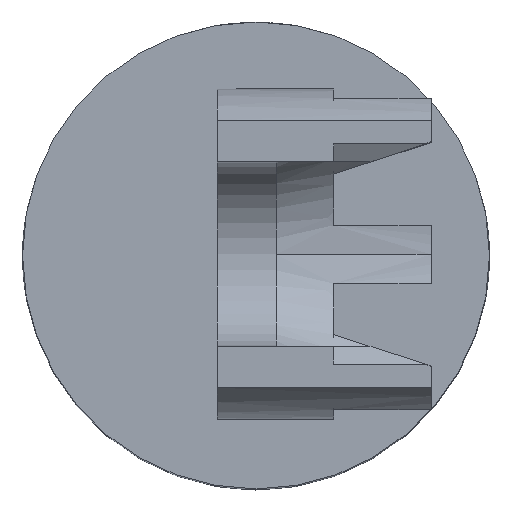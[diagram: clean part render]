
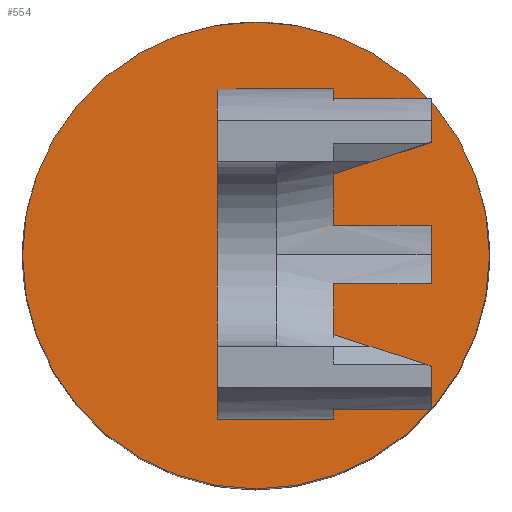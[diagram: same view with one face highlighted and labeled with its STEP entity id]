
A CAD part, top view. The second image highlights one B-rep face of the part: STEP entity #554.
In plain terms, the highlighted planar face has unit normal (0, 0, 1).
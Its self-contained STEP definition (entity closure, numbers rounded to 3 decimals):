
#4 = EDGE_CURVE ( 'NONE', #1582, #870, #918, .T. ) ;
#16 = EDGE_LOOP ( 'NONE', ( #1554, #186, #1425, #1321 ) ) ;
#61 = DIRECTION ( 'NONE',  ( 0., 0., 1. ) ) ;
#140 = DIRECTION ( 'NONE',  ( 0., 1., 0. ) ) ;
#186 = ORIENTED_EDGE ( 'NONE', *, *, #734, .F. ) ;
#405 = VECTOR ( 'NONE', #140, 1000. ) ;
#410 = DIRECTION ( 'NONE',  ( 0., 1., 0. ) ) ;
#418 = CARTESIAN_POINT ( 'NONE',  ( 2., -5.841, -36.8 ) ) ;
#527 = DIRECTION ( 'NONE',  ( -1., 0., 0. ) ) ;
#554 = ADVANCED_FACE ( 'NONE', ( #1140, #1950 ), #1006, .F. ) ;
#567 = DIRECTION ( 'NONE',  ( 1., 0., 0. ) ) ;
#585 = CARTESIAN_POINT ( 'NONE',  ( 0., 0., -36.8 ) ) ;
#622 = VERTEX_POINT ( 'NONE', #872 ) ;
#636 = EDGE_LOOP ( 'NONE', ( #1593, #853 ) ) ;
#637 = AXIS2_PLACEMENT_3D ( 'NONE', #585, #1745, #1269 ) ;
#666 = EDGE_CURVE ( 'NONE', #957, #1195, #1921, .T. ) ;
#734 = EDGE_CURVE ( 'NONE', #1582, #957, #1876, .T. ) ;
#815 = VECTOR ( 'NONE', #1450, 1000. ) ;
#853 = ORIENTED_EDGE ( 'NONE', *, *, #1756, .T. ) ;
#860 = CIRCLE ( 'NONE', #637, 12. ) ;
#870 = VERTEX_POINT ( 'NONE', #1763 ) ;
#872 = CARTESIAN_POINT ( 'NONE',  ( -12., 0., -36.8 ) ) ;
#896 = CARTESIAN_POINT ( 'NONE',  ( 0., 0., -36.8 ) ) ;
#918 = LINE ( 'NONE', #1623, #405 ) ;
#919 = DIRECTION ( 'NONE',  ( 1., 0., 0. ) ) ;
#954 = EDGE_CURVE ( 'NONE', #870, #1195, #1521, .T. ) ;
#957 = VERTEX_POINT ( 'NONE', #418 ) ;
#1006 = PLANE ( 'NONE',  #1817 ) ;
#1054 = DIRECTION ( 'NONE',  ( 0., 0., -1. ) ) ;
#1140 = FACE_BOUND ( 'NONE', #16, .T. ) ;
#1195 = VERTEX_POINT ( 'NONE', #1363 ) ;
#1260 = CARTESIAN_POINT ( 'NONE',  ( 2., 0., -36.8 ) ) ;
#1269 = DIRECTION ( 'NONE',  ( 1., 0., 0. ) ) ;
#1284 = CARTESIAN_POINT ( 'NONE',  ( 2., 5.841, -36.8 ) ) ;
#1321 = ORIENTED_EDGE ( 'NONE', *, *, #954, .T. ) ;
#1338 = VECTOR ( 'NONE', #410, 1000. ) ;
#1363 = CARTESIAN_POINT ( 'NONE',  ( 2., 5.841, -36.8 ) ) ;
#1425 = ORIENTED_EDGE ( 'NONE', *, *, #4, .T. ) ;
#1447 = VECTOR ( 'NONE', #919, 1000. ) ;
#1450 = DIRECTION ( 'NONE',  ( 1., 0., 0. ) ) ;
#1508 = CARTESIAN_POINT ( 'NONE',  ( 0., 12., -36.8 ) ) ;
#1521 = LINE ( 'NONE', #1284, #815 ) ;
#1554 = ORIENTED_EDGE ( 'NONE', *, *, #666, .F. ) ;
#1582 = VERTEX_POINT ( 'NONE', #1855 ) ;
#1584 = EDGE_CURVE ( 'NONE', #1779, #622, #2055, .T. ) ;
#1585 = CARTESIAN_POINT ( 'NONE',  ( 2., -5.841, -36.8 ) ) ;
#1593 = ORIENTED_EDGE ( 'NONE', *, *, #1584, .T. ) ;
#1623 = CARTESIAN_POINT ( 'NONE',  ( -2., 0., -36.8 ) ) ;
#1667 = AXIS2_PLACEMENT_3D ( 'NONE', #896, #61, #567 ) ;
#1745 = DIRECTION ( 'NONE',  ( 0., 0., 1. ) ) ;
#1753 = CARTESIAN_POINT ( 'NONE',  ( 12., 0., -36.8 ) ) ;
#1756 = EDGE_CURVE ( 'NONE', #622, #1779, #860, .T. ) ;
#1763 = CARTESIAN_POINT ( 'NONE',  ( -2., 5.841, -36.8 ) ) ;
#1779 = VERTEX_POINT ( 'NONE', #1753 ) ;
#1817 = AXIS2_PLACEMENT_3D ( 'NONE', #1508, #1054, #527 ) ;
#1855 = CARTESIAN_POINT ( 'NONE',  ( -2., -5.841, -36.8 ) ) ;
#1876 = LINE ( 'NONE', #1585, #1447 ) ;
#1921 = LINE ( 'NONE', #1260, #1338 ) ;
#1950 = FACE_OUTER_BOUND ( 'NONE', #636, .T. ) ;
#2055 = CIRCLE ( 'NONE', #1667, 12. ) ;
